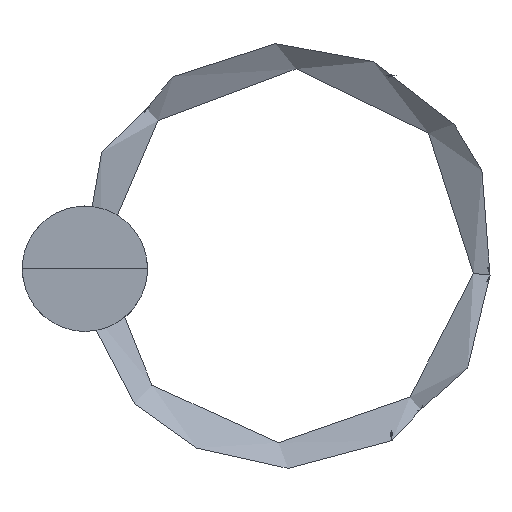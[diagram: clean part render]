
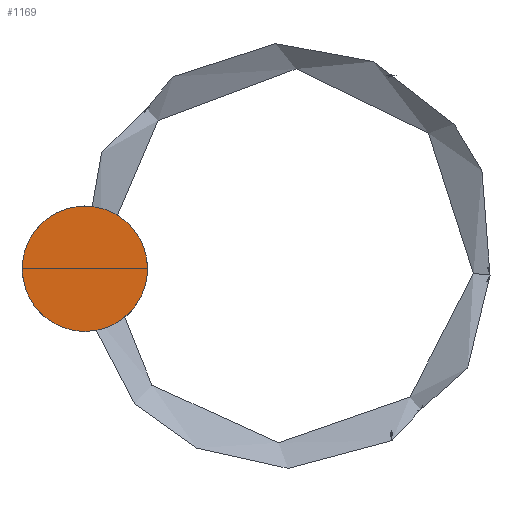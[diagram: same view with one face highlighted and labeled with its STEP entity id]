
A CAD part, top view. The second image highlights one B-rep face of the part: STEP entity #1169.
In plain terms, the highlighted planar face has unit normal (0, 0, 1).
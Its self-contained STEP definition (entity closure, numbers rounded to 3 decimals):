
#1169=ADVANCED_FACE('',(#1980),#13014,.T.);
#1980=FACE_OUTER_BOUND('',#2809,.T.);
#2809=EDGE_LOOP('',(#6779,#6780));
#6779=ORIENTED_EDGE('',*,*,#9121,.T.);
#6780=ORIENTED_EDGE('',*,*,#9128,.T.);
#9121=EDGE_CURVE('',#12702,#12706,#11337,.T.);
#9128=EDGE_CURVE('',#12706,#12702,#11344,.T.);
#11337=(
BOUNDED_CURVE()
B_SPLINE_CURVE(3,(#38630,#38631,#38632,#38633,#38634,#38635,#38636,#38637,
#38638,#38639,#38640,#38641,#38642,#38643,#38644,#38645,#38646,#38647,#38648,
#38649,#38650,#38651,#38652,#38653,#38654),.UNSPECIFIED.,.F.,.F.)
B_SPLINE_CURVE_WITH_KNOTS((4,3,3,3,3,3,3,3,4),(0.,38.638,80.502,
122.366,161.003,199.641,241.505,283.369,
322.006),.UNSPECIFIED.)
CURVE()
GEOMETRIC_REPRESENTATION_ITEM()
RATIONAL_B_SPLINE_CURVE((1.,1.,1.,1.,
1.,1.,1.,1.,1.,1.,
1.,1.,1.,1.,
1.,1.,1.,1.,
1.,1.,1.,1.,
1.,1.,1.))
REPRESENTATION_ITEM('')
);
#11344=(
BOUNDED_CURVE()
B_SPLINE_CURVE(3,(#38700,#38701,#38702,#38703,#38704,#38705,#38706,#38707,
#38708,#38709,#38710,#38711,#38712,#38713,#38714,#38715,#38716,#38717,#38718,
#38719,#38720,#38721,#38722,#38723,#38724),.UNSPECIFIED.,.F.,.F.)
B_SPLINE_CURVE_WITH_KNOTS((4,3,3,3,3,3,3,3,4),(322.006,360.644,
402.508,444.372,483.009,521.647,563.511,
605.375,644.013),.UNSPECIFIED.)
CURVE()
GEOMETRIC_REPRESENTATION_ITEM()
RATIONAL_B_SPLINE_CURVE((1.,1.,1.,1.,1.,1.,
1.,1.,1.,1.,1.,1.,1.,1.,1.,1.,1.,1.,1.,1.,1.,1.,1.,1.,1.))
REPRESENTATION_ITEM('')
);
#12702=VERTEX_POINT('',#38582);
#12706=VERTEX_POINT('',#38586);
#13014=PLANE('',#13632);
#13632=AXIS2_PLACEMENT_3D('',#38469,#13841,$);
#13841=DIRECTION('',(0.,0.,1.));
#38469=CARTESIAN_POINT('',(-460.065,-150.75,493.465));
#38582=CARTESIAN_POINT('',(-228.815,-22.,493.465));
#38586=CARTESIAN_POINT('',(-433.817,-22.,493.465));
#38630=CARTESIAN_POINT('',(-228.815,-22.,493.465));
#38631=CARTESIAN_POINT('',(-228.81,-9.122,493.465));
#38632=CARTESIAN_POINT('',(-231.266,3.757,493.465));
#38633=CARTESIAN_POINT('',(-236.008,15.731,493.465));
#38634=CARTESIAN_POINT('',(-241.146,28.705,493.465));
#38635=CARTESIAN_POINT('',(-248.967,40.616,493.465));
#38636=CARTESIAN_POINT('',(-258.833,50.482,493.465));
#38637=CARTESIAN_POINT('',(-268.699,60.348,493.465));
#38638=CARTESIAN_POINT('',(-280.61,68.17,493.465));
#38639=CARTESIAN_POINT('',(-293.584,73.307,493.465));
#38640=CARTESIAN_POINT('',(-305.558,78.048,493.465));
#38641=CARTESIAN_POINT('',(-318.436,80.503,493.465));
#38642=CARTESIAN_POINT('',(-331.315,80.503,493.465));
#38643=CARTESIAN_POINT('',(-344.193,80.503,493.465));
#38644=CARTESIAN_POINT('',(-357.072,78.048,493.465));
#38645=CARTESIAN_POINT('',(-369.046,73.307,493.465));
#38646=CARTESIAN_POINT('',(-382.02,68.17,493.465));
#38647=CARTESIAN_POINT('',(-393.93,60.348,493.465));
#38648=CARTESIAN_POINT('',(-403.797,50.482,493.465));
#38649=CARTESIAN_POINT('',(-413.663,40.616,493.465));
#38650=CARTESIAN_POINT('',(-421.485,28.705,493.465));
#38651=CARTESIAN_POINT('',(-426.622,15.731,493.465));
#38652=CARTESIAN_POINT('',(-431.364,3.757,493.465));
#38653=CARTESIAN_POINT('',(-433.817,-9.121,493.465));
#38654=CARTESIAN_POINT('',(-433.817,-22.,493.465));
#38700=CARTESIAN_POINT('',(-433.817,-22.,493.465));
#38701=CARTESIAN_POINT('',(-433.817,-34.879,493.465));
#38702=CARTESIAN_POINT('',(-431.363,-47.757,493.465));
#38703=CARTESIAN_POINT('',(-426.622,-59.731,493.465));
#38704=CARTESIAN_POINT('',(-421.485,-72.705,493.465));
#38705=CARTESIAN_POINT('',(-413.663,-84.616,493.465));
#38706=CARTESIAN_POINT('',(-403.797,-94.482,493.465));
#38707=CARTESIAN_POINT('',(-393.93,-104.349,493.465));
#38708=CARTESIAN_POINT('',(-382.02,-112.17,493.465));
#38709=CARTESIAN_POINT('',(-369.046,-117.307,493.465));
#38710=CARTESIAN_POINT('',(-357.072,-122.048,493.465));
#38711=CARTESIAN_POINT('',(-344.193,-124.503,493.465));
#38712=CARTESIAN_POINT('',(-331.315,-124.503,493.465));
#38713=CARTESIAN_POINT('',(-318.436,-124.503,493.465));
#38714=CARTESIAN_POINT('',(-305.558,-122.048,493.465));
#38715=CARTESIAN_POINT('',(-293.584,-117.307,493.465));
#38716=CARTESIAN_POINT('',(-280.61,-112.17,493.465));
#38717=CARTESIAN_POINT('',(-268.699,-104.348,493.465));
#38718=CARTESIAN_POINT('',(-258.833,-94.482,493.465));
#38719=CARTESIAN_POINT('',(-248.967,-84.616,493.465));
#38720=CARTESIAN_POINT('',(-241.146,-72.705,493.465));
#38721=CARTESIAN_POINT('',(-236.008,-59.731,493.465));
#38722=CARTESIAN_POINT('',(-231.266,-47.757,493.465));
#38723=CARTESIAN_POINT('',(-228.81,-34.878,493.465));
#38724=CARTESIAN_POINT('',(-228.815,-22.,493.465));
